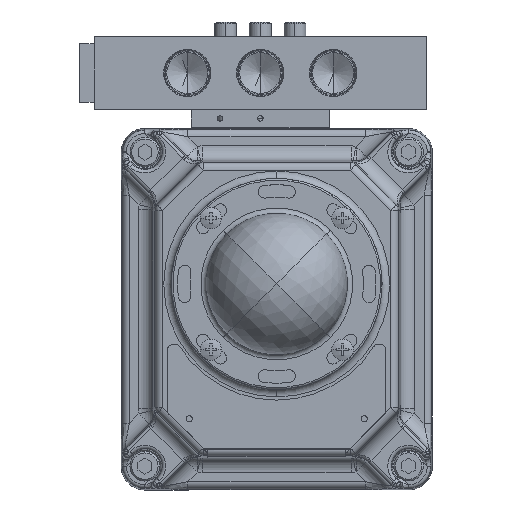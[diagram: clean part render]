
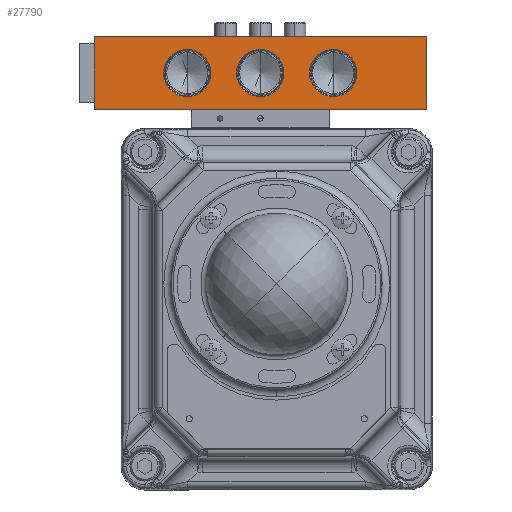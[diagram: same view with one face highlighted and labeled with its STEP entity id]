
A CAD part, top view. The second image highlights one B-rep face of the part: STEP entity #27790.
In plain terms, the highlighted planar face has unit normal (0, 0, 1).
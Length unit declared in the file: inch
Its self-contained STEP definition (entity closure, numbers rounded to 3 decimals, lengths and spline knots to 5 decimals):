
#3794 = EDGE_LOOP ( 'NONE', ( #8565, #39002, #15309, #104474 ) ) ;
#4519 = CARTESIAN_POINT ( 'NONE',  ( -1.53539, 3.613, 1.7585 ) ) ;
#5704 = CARTESIAN_POINT ( 'NONE',  ( 2.55961, 2.988, 1.7585 ) ) ;
#6855 = EDGE_CURVE ( 'NONE', #31734, #106596, #108692, .T. ) ;
#8285 = CIRCLE ( 'NONE', #120435, 0.405 ) ;
#8565 = ORIENTED_EDGE ( 'NONE', *, *, #6855, .F. ) ;
#12360 = AXIS2_PLACEMENT_3D ( 'NONE', #16929, #85474, #26792 ) ;
#12867 = CARTESIAN_POINT ( 'NONE',  ( -0.28539, 3.613, 1.7585 ) ) ;
#14423 = DIRECTION ( 'NONE',  ( 0., 1., 0. ) ) ;
#15151 = VERTEX_POINT ( 'NONE', #19819 ) ;
#15297 = CARTESIAN_POINT ( 'NONE',  ( -0.28539, 3.613, 1.7585 ) ) ;
#15309 = ORIENTED_EDGE ( 'NONE', *, *, #61422, .T. ) ;
#16398 = ORIENTED_EDGE ( 'NONE', *, *, #36222, .F. ) ;
#16929 = CARTESIAN_POINT ( 'NONE',  ( 0.96461, 3.613, 1.7585 ) ) ;
#17861 = CARTESIAN_POINT ( 'NONE',  ( 2.55961, 2.988, 1.7585 ) ) ;
#19793 = FACE_BOUND ( 'NONE', #48607, .T. ) ;
#19819 = CARTESIAN_POINT ( 'NONE',  ( 0.96461, 3.208, 1.7585 ) ) ;
#21338 = VERTEX_POINT ( 'NONE', #50341 ) ;
#21714 = DIRECTION ( 'NONE',  ( 0., 1., 0. ) ) ;
#22714 = DIRECTION ( 'NONE',  ( 0., 1., 0. ) ) ;
#24281 = ORIENTED_EDGE ( 'NONE', *, *, #123168, .F. ) ;
#25069 = ORIENTED_EDGE ( 'NONE', *, *, #99946, .F. ) ;
#25155 = DIRECTION ( 'NONE',  ( 0., 1., 0. ) ) ;
#26792 = DIRECTION ( 'NONE',  ( 0., 1., 0. ) ) ;
#27790 = ADVANCED_FACE ( 'NONE', ( #68854, #98022, #19793, #94899 ), #109514, .T. ) ;
#30634 = EDGE_CURVE ( 'NONE', #21338, #31734, #88104, .T. ) ;
#30781 = EDGE_CURVE ( 'NONE', #111315, #37866, #91113, .T. ) ;
#31354 = CIRCLE ( 'NONE', #77691, 0.405 ) ;
#31734 = VERTEX_POINT ( 'NONE', #58636 ) ;
#34262 = ORIENTED_EDGE ( 'NONE', *, *, #104342, .F. ) ;
#35358 = VECTOR ( 'NONE', #64438, 39.37008 ) ;
#36222 = EDGE_CURVE ( 'NONE', #15151, #64162, #116391, .T. ) ;
#37866 = VERTEX_POINT ( 'NONE', #111320 ) ;
#38217 = CIRCLE ( 'NONE', #122546, 0.405 ) ;
#38574 = AXIS2_PLACEMENT_3D ( 'NONE', #60650, #80366, #21714 ) ;
#39002 = ORIENTED_EDGE ( 'NONE', *, *, #30634, .F. ) ;
#39727 = AXIS2_PLACEMENT_3D ( 'NONE', #4519, #73093, #14423 ) ;
#40126 = CARTESIAN_POINT ( 'NONE',  ( -3.13039, 2.988, 1.7585 ) ) ;
#42333 = CARTESIAN_POINT ( 'NONE',  ( 0.96461, 3.613, 1.7585 ) ) ;
#43674 = CARTESIAN_POINT ( 'NONE',  ( 2.55961, 4.238, 1.7585 ) ) ;
#45256 = VERTEX_POINT ( 'NONE', #81431 ) ;
#48587 = CARTESIAN_POINT ( 'NONE',  ( 0.96461, 4.018, 1.7585 ) ) ;
#48607 = EDGE_LOOP ( 'NONE', ( #86051, #25069 ) ) ;
#50341 = CARTESIAN_POINT ( 'NONE',  ( -3.13039, 2.988, 1.7585 ) ) ;
#52222 = DIRECTION ( 'NONE',  ( 0., 1., 0. ) ) ;
#53120 = DIRECTION ( 'NONE',  ( 1., 0., 0. ) ) ;
#56762 = DIRECTION ( 'NONE',  ( 0., 1., 0. ) ) ;
#57903 = DIRECTION ( 'NONE',  ( 0., 0., 1. ) ) ;
#58180 = VERTEX_POINT ( 'NONE', #86526 ) ;
#58636 = CARTESIAN_POINT ( 'NONE',  ( -3.13039, 4.238, 1.7585 ) ) ;
#60650 = CARTESIAN_POINT ( 'NONE',  ( 2.55961, 2.988, 1.7585 ) ) ;
#60703 = LINE ( 'NONE', #115482, #109800 ) ;
#61422 = EDGE_CURVE ( 'NONE', #21338, #71409, #90612, .T. ) ;
#61991 = VECTOR ( 'NONE', #99310, 39.37008 ) ;
#64162 = VERTEX_POINT ( 'NONE', #48587 ) ;
#64438 = DIRECTION ( 'NONE',  ( 1., 0., 0. ) ) ;
#68854 = FACE_BOUND ( 'NONE', #107498, .T. ) ;
#71409 = VERTEX_POINT ( 'NONE', #17861 ) ;
#73093 = DIRECTION ( 'NONE',  ( 0., 0., 1. ) ) ;
#77634 = EDGE_LOOP ( 'NONE', ( #24281, #16398 ) ) ;
#77691 = AXIS2_PLACEMENT_3D ( 'NONE', #42333, #110943, #52222 ) ;
#80366 = DIRECTION ( 'NONE',  ( 0., 0., 1. ) ) ;
#81375 = DIRECTION ( 'NONE',  ( 0., 0., 1. ) ) ;
#81431 = CARTESIAN_POINT ( 'NONE',  ( -0.28539, 4.018, 1.7585 ) ) ;
#82097 = CIRCLE ( 'NONE', #94005, 0.405 ) ;
#83812 = DIRECTION ( 'NONE',  ( 0., 0., 1. ) ) ;
#85474 = DIRECTION ( 'NONE',  ( 0., 0., 1. ) ) ;
#86051 = ORIENTED_EDGE ( 'NONE', *, *, #30781, .F. ) ;
#86526 = CARTESIAN_POINT ( 'NONE',  ( -0.28539, 3.208, 1.7585 ) ) ;
#88104 = LINE ( 'NONE', #40126, #61991 ) ;
#90612 = LINE ( 'NONE', #5704, #35358 ) ;
#91113 = CIRCLE ( 'NONE', #39727, 0.405 ) ;
#94005 = AXIS2_PLACEMENT_3D ( 'NONE', #12867, #81375, #22714 ) ;
#94899 = FACE_OUTER_BOUND ( 'NONE', #3794, .T. ) ;
#96457 = CARTESIAN_POINT ( 'NONE',  ( -1.53539, 4.018, 1.7585 ) ) ;
#97394 = EDGE_CURVE ( 'NONE', #71409, #106596, #60703, .T. ) ;
#98022 = FACE_BOUND ( 'NONE', #77634, .T. ) ;
#99310 = DIRECTION ( 'NONE',  ( 0., 1., 0. ) ) ;
#99946 = EDGE_CURVE ( 'NONE', #37866, #111315, #8285, .T. ) ;
#104342 = EDGE_CURVE ( 'NONE', #58180, #45256, #38217, .T. ) ;
#104474 = ORIENTED_EDGE ( 'NONE', *, *, #97394, .T. ) ;
#105633 = VECTOR ( 'NONE', #53120, 39.37008 ) ;
#106596 = VERTEX_POINT ( 'NONE', #113858 ) ;
#107498 = EDGE_LOOP ( 'NONE', ( #109600, #34262 ) ) ;
#108692 = LINE ( 'NONE', #43674, #105633 ) ;
#109514 = PLANE ( 'NONE',  #38574 ) ;
#109600 = ORIENTED_EDGE ( 'NONE', *, *, #121990, .F. ) ;
#109800 = VECTOR ( 'NONE', #56762, 39.37008 ) ;
#110943 = DIRECTION ( 'NONE',  ( 0., 0., 1. ) ) ;
#111315 = VERTEX_POINT ( 'NONE', #96457 ) ;
#111320 = CARTESIAN_POINT ( 'NONE',  ( -1.53539, 3.208, 1.7585 ) ) ;
#113858 = CARTESIAN_POINT ( 'NONE',  ( 2.55961, 4.238, 1.7585 ) ) ;
#115482 = CARTESIAN_POINT ( 'NONE',  ( 2.55961, 2.988, 1.7585 ) ) ;
#116391 = CIRCLE ( 'NONE', #12360, 0.405 ) ;
#116644 = CARTESIAN_POINT ( 'NONE',  ( -1.53539, 3.613, 1.7585 ) ) ;
#120435 = AXIS2_PLACEMENT_3D ( 'NONE', #116644, #57903, #126492 ) ;
#121990 = EDGE_CURVE ( 'NONE', #45256, #58180, #82097, .T. ) ;
#122546 = AXIS2_PLACEMENT_3D ( 'NONE', #15297, #83812, #25155 ) ;
#123168 = EDGE_CURVE ( 'NONE', #64162, #15151, #31354, .T. ) ;
#126492 = DIRECTION ( 'NONE',  ( 0., 1., 0. ) ) ;
